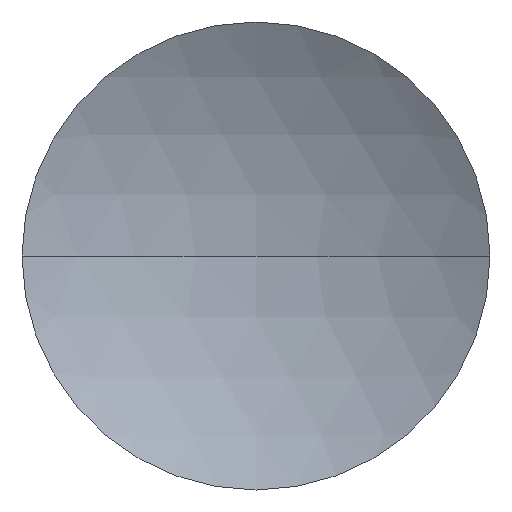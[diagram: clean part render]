
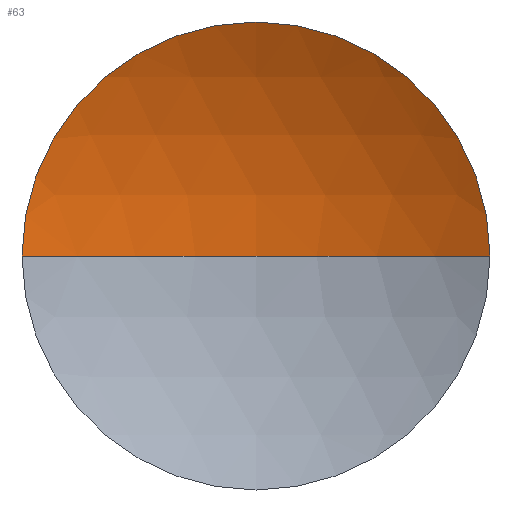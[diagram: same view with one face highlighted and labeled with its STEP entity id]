
A CAD part, left-side view. The second image highlights one B-rep face of the part: STEP entity #63.
In plain terms, the highlighted spherical face has radius 31.4 mm.
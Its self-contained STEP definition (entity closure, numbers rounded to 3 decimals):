
#8 = CARTESIAN_POINT ( 'NONE',  ( -32.651, 0., 0. ) ) ;
#18 = VERTEX_POINT ( 'NONE', #25 ) ;
#21 = CARTESIAN_POINT ( 'NONE',  ( -5.065, -15., 0. ) ) ;
#22 = EDGE_CURVE ( 'NONE', #18, #150, #68, .T. ) ;
#25 = CARTESIAN_POINT ( 'NONE',  ( -1.251, 0., 0. ) ) ;
#33 = DIRECTION ( 'NONE',  ( 0., 0., -1. ) ) ;
#46 = AXIS2_PLACEMENT_3D ( 'NONE', #8, #102, #151 ) ;
#56 = AXIS2_PLACEMENT_3D ( 'NONE', #142, #33, #125 ) ;
#63 = ADVANCED_FACE ( 'NONE', ( #182 ), #71, .F. ) ;
#68 = CIRCLE ( 'NONE', #46, 31.4 ) ;
#71 = SPHERICAL_SURFACE ( 'NONE', #56, 31.4 ) ;
#72 = ORIENTED_EDGE ( 'NONE', *, *, #107, .F. ) ;
#81 = DIRECTION ( 'NONE',  ( 1., 0., 0. ) ) ;
#95 = VERTEX_POINT ( 'NONE', #166 ) ;
#96 = CARTESIAN_POINT ( 'NONE',  ( -5.065, 0., 0. ) ) ;
#102 = DIRECTION ( 'NONE',  ( 0., 0., -1. ) ) ;
#103 = DIRECTION ( 'NONE',  ( 0., 0., 1. ) ) ;
#107 = EDGE_CURVE ( 'NONE', #18, #95, #138, .T. ) ;
#115 = CARTESIAN_POINT ( 'NONE',  ( -32.651, 0., 0. ) ) ;
#120 = CIRCLE ( 'NONE', #190, 15. ) ;
#125 = DIRECTION ( 'NONE',  ( 0., 1., 0. ) ) ;
#138 = CIRCLE ( 'NONE', #195, 31.4 ) ;
#142 = CARTESIAN_POINT ( 'NONE',  ( -32.651, 0., 0. ) ) ;
#150 = VERTEX_POINT ( 'NONE', #21 ) ;
#151 = DIRECTION ( 'NONE',  ( 0., 1., 0. ) ) ;
#166 = CARTESIAN_POINT ( 'NONE',  ( -5.065, 15., 0. ) ) ;
#173 = EDGE_LOOP ( 'NONE', ( #72, #217, #208 ) ) ;
#182 = FACE_OUTER_BOUND ( 'NONE', #173, .T. ) ;
#186 = EDGE_CURVE ( 'NONE', #150, #95, #120, .T. ) ;
#188 = DIRECTION ( 'NONE',  ( -1., 0., 0. ) ) ;
#190 = AXIS2_PLACEMENT_3D ( 'NONE', #96, #188, #193 ) ;
#193 = DIRECTION ( 'NONE',  ( 0., -1., 0. ) ) ;
#195 = AXIS2_PLACEMENT_3D ( 'NONE', #115, #103, #81 ) ;
#208 = ORIENTED_EDGE ( 'NONE', *, *, #186, .T. ) ;
#217 = ORIENTED_EDGE ( 'NONE', *, *, #22, .T. ) ;
